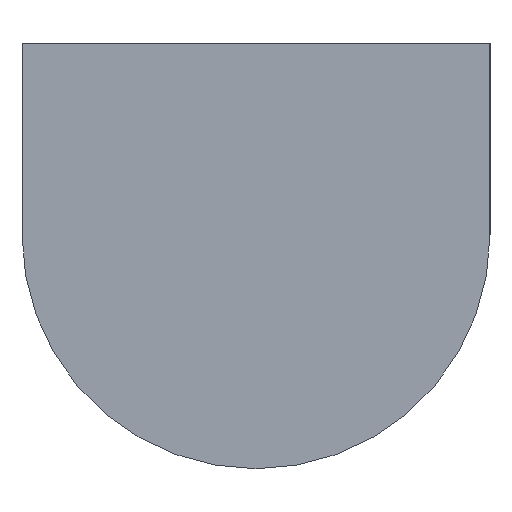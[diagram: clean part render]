
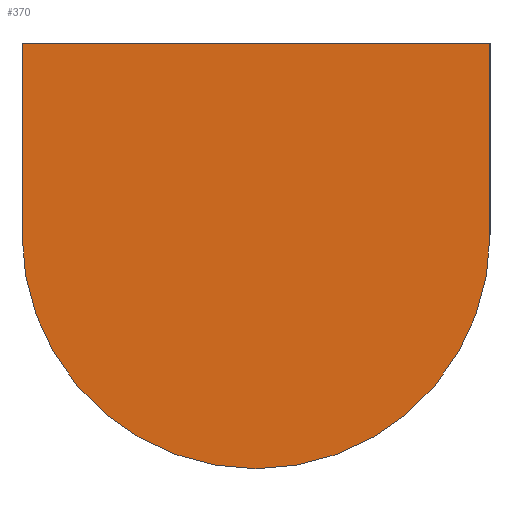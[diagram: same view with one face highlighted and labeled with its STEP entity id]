
A CAD part, left-side view. The second image highlights one B-rep face of the part: STEP entity #370.
In plain terms, the highlighted planar face has unit normal (-1, 0, 0).
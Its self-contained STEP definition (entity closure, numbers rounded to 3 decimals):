
#30=CIRCLE('',#421,55.);
#56=FACE_OUTER_BOUND('',#78,.T.);
#78=EDGE_LOOP('',(#335,#336,#337,#338));
#113=LINE('',#627,#151);
#115=LINE('',#631,#153);
#116=LINE('',#633,#154);
#151=VECTOR('',#520,10.);
#153=VECTOR('',#524,10.);
#154=VECTOR('',#527,10.);
#185=VERTEX_POINT('',#619);
#186=VERTEX_POINT('',#620);
#187=VERTEX_POINT('',#625);
#188=VERTEX_POINT('',#629);
#231=EDGE_CURVE('',#185,#186,#30,.T.);
#235=EDGE_CURVE('',#187,#185,#113,.T.);
#237=EDGE_CURVE('',#188,#187,#115,.T.);
#238=EDGE_CURVE('',#186,#188,#116,.T.);
#335=ORIENTED_EDGE('',*,*,#238,.F.);
#336=ORIENTED_EDGE('',*,*,#231,.F.);
#337=ORIENTED_EDGE('',*,*,#235,.F.);
#338=ORIENTED_EDGE('',*,*,#237,.F.);
#350=PLANE('',#425);
#370=ADVANCED_FACE('',(#56),#350,.F.);
#421=AXIS2_PLACEMENT_3D('',#621,#513,#514);
#425=AXIS2_PLACEMENT_3D('',#634,#528,#529);
#513=DIRECTION('center_axis',(1.,0.,0.));
#514=DIRECTION('ref_axis',(0.,-1.,0.));
#520=DIRECTION('',(0.,0.,-1.));
#524=DIRECTION('',(0.,-1.,0.));
#527=DIRECTION('',(0.,0.,1.));
#528=DIRECTION('center_axis',(1.,0.,0.));
#529=DIRECTION('ref_axis',(0.,0.,-1.));
#619=CARTESIAN_POINT('',(0.,-55.,0.));
#620=CARTESIAN_POINT('',(0.,55.,0.));
#621=CARTESIAN_POINT('Origin',(0.,0.,0.));
#625=CARTESIAN_POINT('',(0.,-55.,45.));
#627=CARTESIAN_POINT('',(0.,-55.,45.));
#629=CARTESIAN_POINT('',(0.,55.,45.));
#631=CARTESIAN_POINT('',(0.,55.,45.));
#633=CARTESIAN_POINT('',(0.,55.,0.));
#634=CARTESIAN_POINT('Origin',(0.,0.,-5.));
